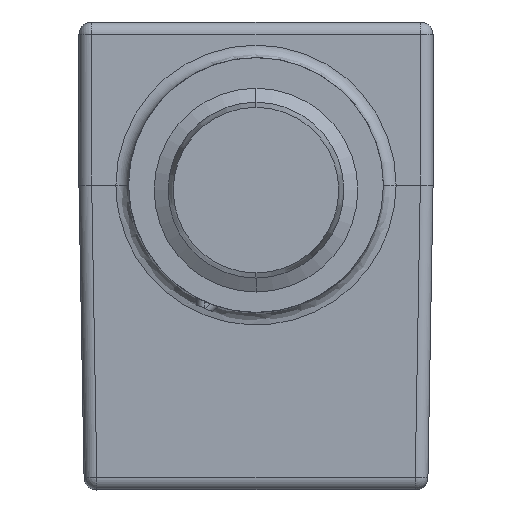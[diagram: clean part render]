
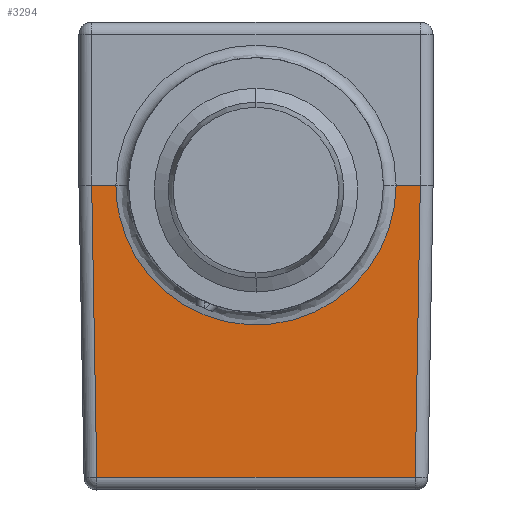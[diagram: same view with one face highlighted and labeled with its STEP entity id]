
A CAD part, left-side view. The second image highlights one B-rep face of the part: STEP entity #3294.
In plain terms, the highlighted planar face has unit normal (-1, 0, -0.018).
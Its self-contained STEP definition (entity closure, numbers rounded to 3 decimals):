
#516=CARTESIAN_POINT('',(-22.4,-5.5,
-3.5));
#559=CARTESIAN_POINT('',(-22.4,5.5,-3.5));
#564=CARTESIAN_POINT('',(-22.4,-5.5,
-3.5));
#565=CARTESIAN_POINT('',(-22.394,-5.499,
-3.821));
#566=CARTESIAN_POINT('',(-22.383,-5.443,
-4.453));
#567=CARTESIAN_POINT('',(-22.367,-5.194,
-5.385));
#568=CARTESIAN_POINT('',(-22.352,-4.785,
-6.258));
#569=CARTESIAN_POINT('',(-22.338,-4.238,
-7.04));
#570=CARTESIAN_POINT('',(-22.326,-3.553,
-7.727));
#571=CARTESIAN_POINT('',(-22.317,-2.76,
-8.281));
#572=CARTESIAN_POINT('',(-22.309,-1.883,
-8.689));
#573=CARTESIAN_POINT('',(-22.305,-0.951,
-8.937));
#574=CARTESIAN_POINT('',(-22.304,0.007,
-9.019));
#575=CARTESIAN_POINT('',(-22.305,0.964,
-8.934));
#576=CARTESIAN_POINT('',(-22.309,1.891,-8.685));
#577=CARTESIAN_POINT('',(-22.317,2.762,-8.28));
#578=CARTESIAN_POINT('',(-22.326,3.55,-7.729));
#579=CARTESIAN_POINT('',(-22.338,4.233,-7.046));
#580=CARTESIAN_POINT('',(-22.352,4.78,-6.267));
#581=CARTESIAN_POINT('',(-22.367,5.191,-5.393));
#582=CARTESIAN_POINT('',(-22.383,5.442,-4.459));
#583=CARTESIAN_POINT('',(-22.394,5.499,-3.823));
#584=CARTESIAN_POINT('',(-22.4,5.5,-3.5));
#589=DIRECTION('',(0.,-1.,0.));
#590=VECTOR('',#589,0.95);
#591=CARTESIAN_POINT('',(-22.4,-5.5,
-3.5));
#592=LINE('',#591,#590);
#596=DIRECTION('',(0.017,0.017,-1.));
#597=VECTOR('',#596,11.484);
#598=CARTESIAN_POINT('',(-22.4,-6.45,
-3.5));
#599=LINE('',#598,#597);
#603=DIRECTION('',(-0.017,0.017,1.));
#604=VECTOR('',#603,11.484);
#605=CARTESIAN_POINT('',(-22.2,6.25,-14.98));
#606=LINE('',#605,#604);
#610=DIRECTION('',(0.,-1.,0.));
#611=VECTOR('',#610,0.95);
#612=CARTESIAN_POINT('',(-22.4,6.45,-3.5));
#613=LINE('',#612,#611);
#682=DIRECTION('',(0.,-1.,0.));
#683=VECTOR('',#682,12.499);
#684=CARTESIAN_POINT('',(-22.2,6.25,-14.98));
#685=LINE('',#684,#683);
#2219=VERTEX_POINT('',#516);
#2220=VERTEX_POINT('',#559);
#2223=CARTESIAN_POINT('',(-22.4,-6.45,
-3.5));
#2224=VERTEX_POINT('',#2223);
#2225=CARTESIAN_POINT('',(-22.2,-6.25,
-14.98));
#2226=VERTEX_POINT('',#2225);
#2227=CARTESIAN_POINT('',(-22.2,6.25,
-14.98));
#2228=VERTEX_POINT('',#2227);
#2229=CARTESIAN_POINT('',(-22.4,6.45,
-3.5));
#2230=VERTEX_POINT('',#2229);
#3276=CARTESIAN_POINT('',(-22.4,-7.326,-3.5));
#3277=DIRECTION('',(-1.,0.,-0.017));
#3278=DIRECTION('',(0.,-1.,0.));
#3279=AXIS2_PLACEMENT_3D('',#3276,#3277,#3278);
#3280=PLANE('',#3279);
#3282=ORIENTED_EDGE('',*,*,#3281,.T.);
#3284=ORIENTED_EDGE('',*,*,#3283,.T.);
#3286=ORIENTED_EDGE('',*,*,#3285,.F.);
#3288=ORIENTED_EDGE('',*,*,#3287,.T.);
#3290=ORIENTED_EDGE('',*,*,#3289,.T.);
#3291=ORIENTED_EDGE('',*,*,#3254,.F.);
#3292=EDGE_LOOP('',(#3282,#3284,#3286,#3288,#3290,#3291));
#3293=FACE_OUTER_BOUND('',#3292,.F.);
#3294=ADVANCED_FACE('',(#3293),#3280,.T.);
#585=B_SPLINE_CURVE_WITH_KNOTS('',3,(#564,#565,#566,#567,#568,#569,#570,#571,
#572,#573,#574,#575,#576,#577,#578,#579,#580,#581,#582,#583,#584),.UNSPECIFIED.,
.F.,.F.,(4,1,1,1,1,1,1,1,1,1,1,1,1,1,1,1,1,1,4),(0.,0.056,
0.111,0.167,0.222,0.278,
0.333,0.389,0.444,0.5,0.556,
0.611,0.667,0.722,0.778,
0.833,0.889,0.944,1.),.UNSPECIFIED.);
#3254=EDGE_CURVE('',#2219,#2220,#585,.T.);
#3281=EDGE_CURVE('',#2219,#2224,#592,.T.);
#3283=EDGE_CURVE('',#2224,#2226,#599,.T.);
#3285=EDGE_CURVE('',#2228,#2226,#685,.T.);
#3287=EDGE_CURVE('',#2228,#2230,#606,.T.);
#3289=EDGE_CURVE('',#2230,#2220,#613,.T.);
